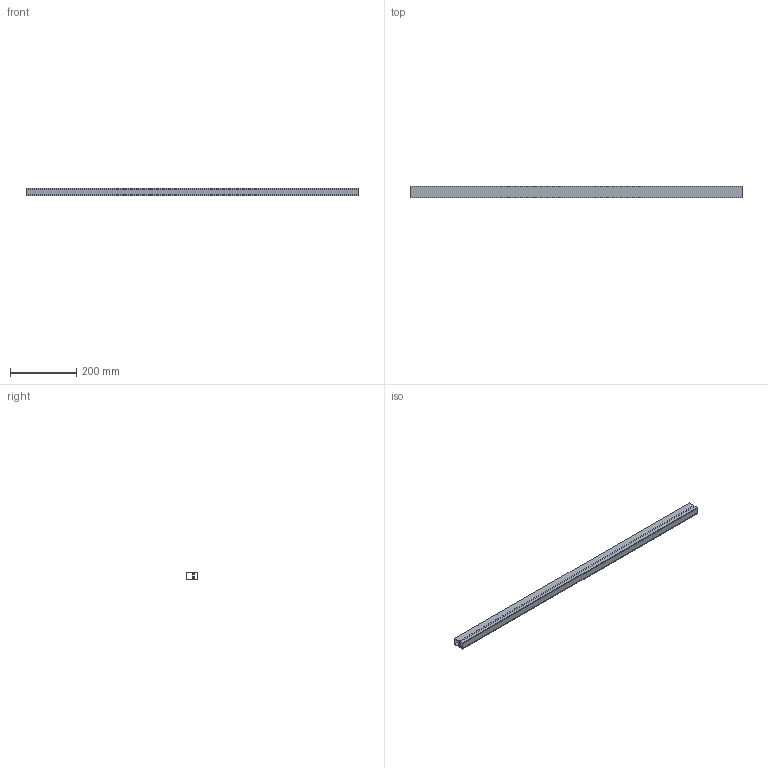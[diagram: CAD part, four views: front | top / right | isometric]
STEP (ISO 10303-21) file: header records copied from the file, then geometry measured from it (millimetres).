
FILE_DESCRIPTION(/* description */ (''),/* implementation_level */ '2;1');
FILE_NAME(/* name */ 'DUPLEX II.stp',/* time_stamp */ '2024-12-20T10:46:36+01:00',/* author */ ('sstotter'),/* organization */ (''),/* preprocessor_version */ 'ST-DEVELOPER v19.2',/* originating_system */ 'Autodesk Inventor 2024',/* authorisation */ '');
FILE_SCHEMA (('AUTOMOTIVE_DESIGN { 1 0 10303 214 3 1 1 }'));
Length unit declared in the file: millimetre
Products named in the file (1): DUPLEX II
Bounding box: 1000 x 34 x 22.6 mm (x, y, z)
Volume: 240700 mm3; surface area: 290881.4 mm2
Topology: 3 solids, 3 shells, 30 faces, 72 edges, 48 vertices
Faces by surface type: plane 30
Entity records: 895 total; most frequent: CARTESIAN_POINT 151, ORIENTED_EDGE 144, DIRECTION 134, LINE 72, VECTOR 72, EDGE_CURVE 72, VERTEX_POINT 48, EDGE_LOOP 32
